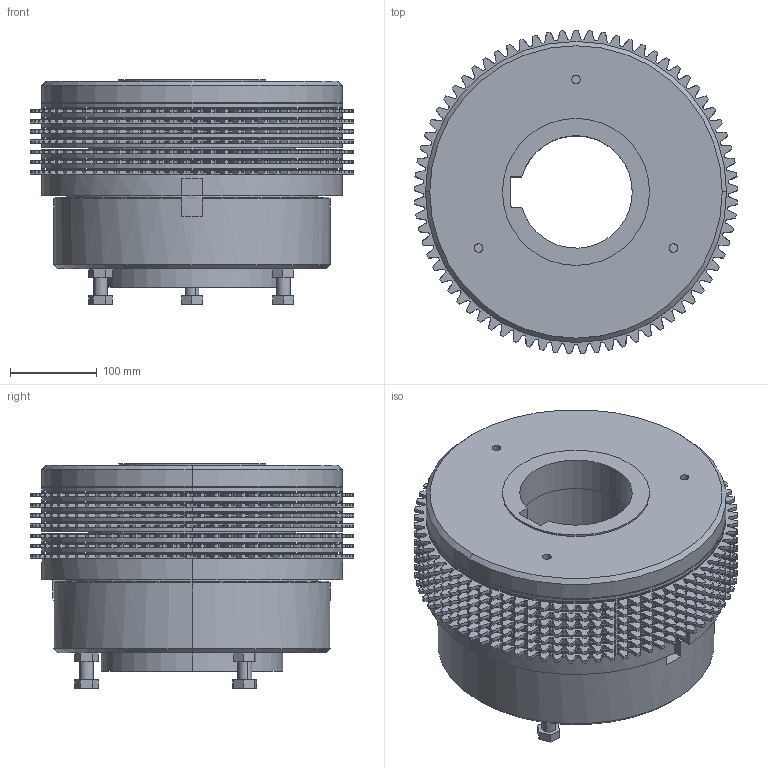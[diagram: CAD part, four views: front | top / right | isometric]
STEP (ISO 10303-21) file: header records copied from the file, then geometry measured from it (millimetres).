
FILE_DESCRIPTION (( 'STEP AP203' ), '1' );
FILE_NAME ('HO1407.STEP', '2017-10-27T05:57:51', ( '新井重治' ), ( '小倉クラッチ' ), 'SwSTEP 2.0', 'SolidWorks 2009', '' );
FILE_SCHEMA (( 'CONFIG_CONTROL_DESIGN' ));
Products named in the file (1): HO1407
Bounding box: 373.98 x 373.91 x 260 mm (x, y, z)
Volume: 14908608.3 mm3; surface area: 1837395.1 mm2
Topology: 1 solids, 6 shells, 3693 faces, 10715 edges, 7124 vertices
Faces by surface type: cylinder 1950, bspline 1022, plane 691, cone 30
Entity records: 247649 total; most frequent: CARTESIAN_POINT 153388, ORIENTED_EDGE 21398, DIRECTION 17917, EDGE_CURVE 10699, VERTEX_POINT 7124, AXIS2_PLACEMENT_3D 6600, VECTOR 4717, LINE 4717
